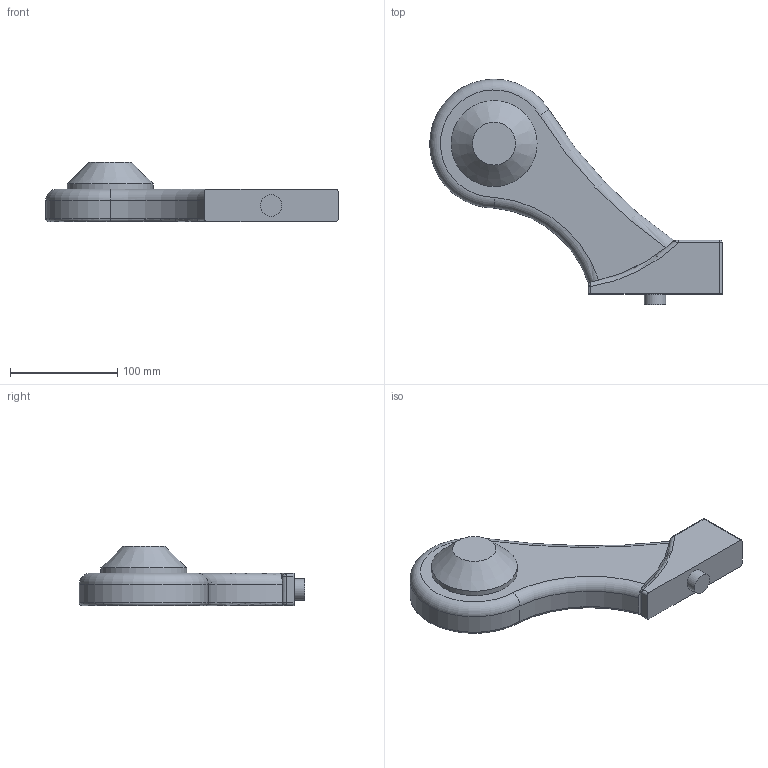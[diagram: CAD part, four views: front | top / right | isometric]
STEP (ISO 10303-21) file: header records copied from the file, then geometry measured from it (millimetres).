
FILE_DESCRIPTION(/* description */ (''),/* implementation_level */ '2;1');
FILE_NAME(/* name */ 'Parte 1 braço v5.step',/* time_stamp */ '2022-08-22T13:57:18-03:00',/* author */ (''),/* organization */ (''),/* preprocessor_version */ 'ST-DEVELOPER v19',/* originating_system */ 'Autodesk Translation Framework v11.7.0.108',/* authorisation */ '');
FILE_SCHEMA (('AUTOMOTIVE_DESIGN { 1 0 10303 214 3 1 1 }'));
Length unit declared in the file: millimetre
Products named in the file (3): Parte 1 braço; Component1; Component2
Assembly tree (2 placements, depth 2):
  Parte 1 braço
    Component1
    Component2
Bounding box: 272.5 x 209.98 x 55 mm (x, y, z)
Volume: 765036.3 mm3; surface area: 78579.7 mm2
Topology: 2 solids, 2 shells, 47 faces, 101 edges, 57 vertices
Faces by surface type: cylinder 17, plane 11, bspline 8, torus 8, sphere 2, cone 1
Full cylindrical faces by diameter (mm): 20 x1, 80 x1, 100 x1
Entity records: 1638 total; most frequent: CARTESIAN_POINT 595, DIRECTION 208, ORIENTED_EDGE 194, EDGE_CURVE 97, AXIS2_PLACEMENT_3D 89, VERTEX_POINT 57, EDGE_LOOP 50, FACE_OUTER_BOUND 47
